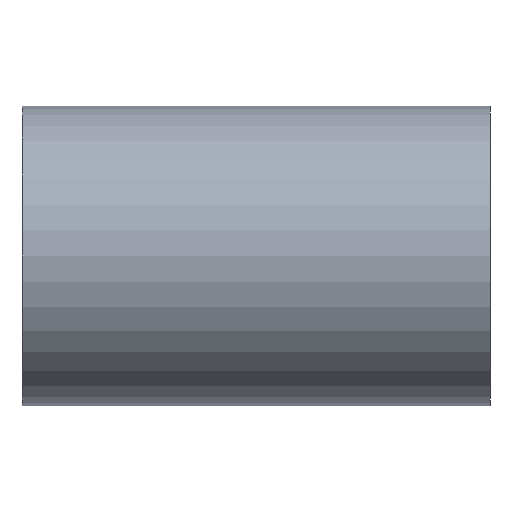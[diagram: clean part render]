
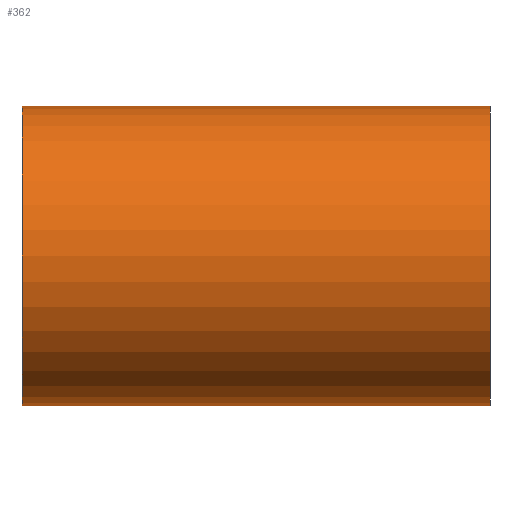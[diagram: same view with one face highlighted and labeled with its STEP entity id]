
A CAD part, front view. The second image highlights one B-rep face of the part: STEP entity #362.
In plain terms, the highlighted cylindrical face has radius 16 mm (diameter 32 mm), a full revolution.
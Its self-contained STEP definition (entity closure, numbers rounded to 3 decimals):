
#362=ADVANCED_FACE('',(#600,#601),#602,.T.);
#600=FACE_OUTER_BOUND('',#819,.T.);
#601=FACE_OUTER_BOUND('',#820,.T.);
#602=CYLINDRICAL_SURFACE('',#821,16.0);
#819=EDGE_LOOP('',(#1476));
#820=EDGE_LOOP('',(#1477));
#821=AXIS2_PLACEMENT_3D('',#1478,#1479,#1480);
#1476=ORIENTED_EDGE('',*,*,#1740,.T.);
#1477=ORIENTED_EDGE('',*,*,#1742,.T.);
#1478=CARTESIAN_POINT('',(-50000.0,0.,0.));
#1479=DIRECTION('',(1.0,0.0,0.0));
#1480=DIRECTION('',(0.0,-1.0,0.));
#1740=EDGE_CURVE('',#2130,#2130,#2131,.F.);
#1742=EDGE_CURVE('',#2133,#2133,#2134,.F.);
#2130=VERTEX_POINT('',#2586);
#2131=CIRCLE('',#2587,16.0);
#2133=VERTEX_POINT('',#2589);
#2134=CIRCLE('',#2590,16.0);
#2586=CARTESIAN_POINT('',(25.,0.,-16.0));
#2587=AXIS2_PLACEMENT_3D('',#3041,#3042,#3043);
#2589=CARTESIAN_POINT('',(-25.,0.,16.0));
#2590=AXIS2_PLACEMENT_3D('',#3044,#3045,#3046);
#3041=CARTESIAN_POINT('',(25.,0.,0.));
#3042=DIRECTION('',(1.0,0.0,0.0));
#3043=DIRECTION('',(0.0,0.0,-1.0));
#3044=CARTESIAN_POINT('',(-25.,0.,0.));
#3045=DIRECTION('',(-1.0,0.0,0.0));
#3046=DIRECTION('',(0.0,0.0,1.0));
